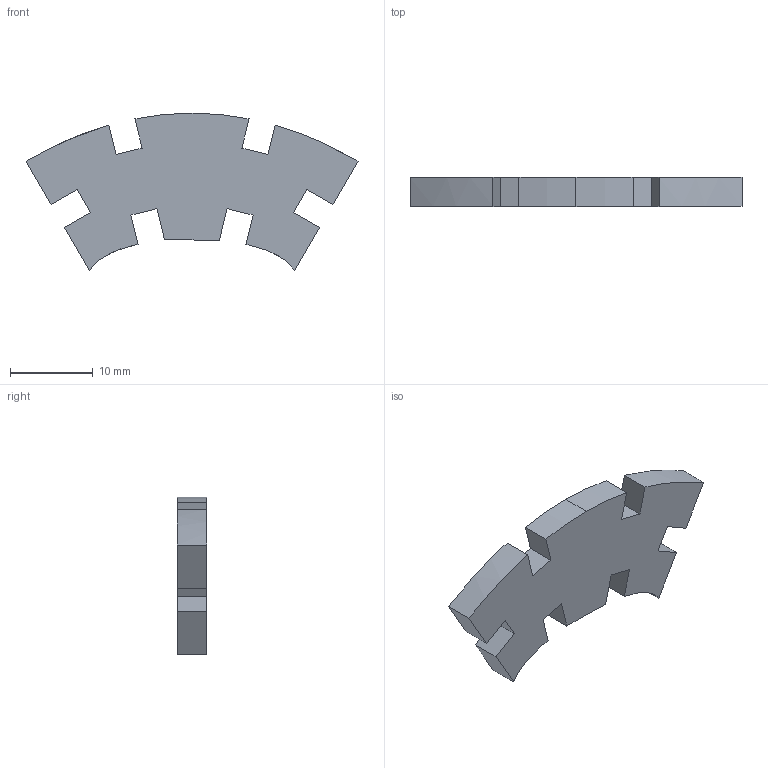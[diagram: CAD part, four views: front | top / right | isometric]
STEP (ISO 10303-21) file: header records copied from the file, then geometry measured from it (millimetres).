
FILE_DESCRIPTION(/* description */ (''),/* implementation_level */ '2;1');
FILE_NAME(/* name */ 'Laser Cut Dragon Skeleton v37.step',/* time_stamp */ '2024-02-14T00:20:21+02:00',/* author */ (''),/* organization */ (''),/* preprocessor_version */ 'ST-DEVELOPER v20',/* originating_system */ 'Autodesk Translation Framework v12.20.1.177',/* authorisation */ '');
FILE_SCHEMA (('AUTOMOTIVE_DESIGN { 1 0 10303 214 3 1 1 }'));
Length unit declared in the file: millimetre
Products named in the file (2): Laser Cut Dragon Skeleton; Dragon Spine 3
Assembly tree (1 placements, depth 2):
  Laser Cut Dragon Skeleton
    Dragon Spine 3
Bounding box: 40 x 3.5 x 19.01 mm (x, y, z)
Volume: 1539.2 mm3; surface area: 1382.4 mm2
Topology: 1 solids, 1 shells, 32 faces, 90 edges, 60 vertices
Faces by surface type: plane 25, bspline 7
Entity records: 1060 total; most frequent: CARTESIAN_POINT 248, ORIENTED_EDGE 180, DIRECTION 132, EDGE_CURVE 90, LINE 76, VECTOR 76, VERTEX_POINT 60, FACE_OUTER_BOUND 32
